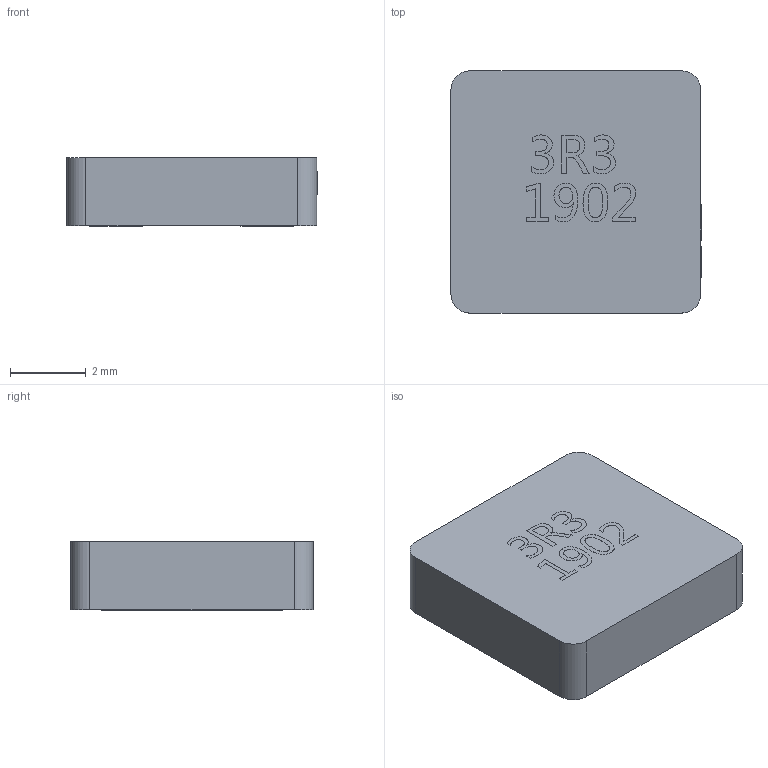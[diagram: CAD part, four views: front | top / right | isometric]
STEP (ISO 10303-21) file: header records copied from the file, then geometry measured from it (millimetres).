
FILE_DESCRIPTION (( 'STEP AP214' ), '1' );
FILE_NAME ('IND-SMD_L6.6-W6.4-H2.9.step', '2022-07-09T00:43:10', ( '' ), ( '' ), 'SwSTEP 2.0', 'SolidWorks 2020', '' );
FILE_SCHEMA (( 'AUTOMOTIVE_DESIGN' ));
Length unit declared in the file: millimetre
Products named in the file (1): IND-SMD_L6.6-W6.4-H2.9
Bounding box: 6.61 x 6.4 x 1.81 mm (x, y, z)
Volume: 75.6 mm3; surface area: 133.7 mm2
Topology: 1 solids, 1 shells, 426 faces, 1145 edges, 760 vertices
Faces by surface type: plane 249, bspline 169, cylinder 6, torus 2
Entity records: 22319 total; most frequent: CARTESIAN_POINT 8077, ORIENTED_EDGE 2290, DIRECTION 1335, EDGE_CURVE 1145, VECTOR 787, LINE 787, VERTEX_POINT 760, EDGE_LOOP 465
